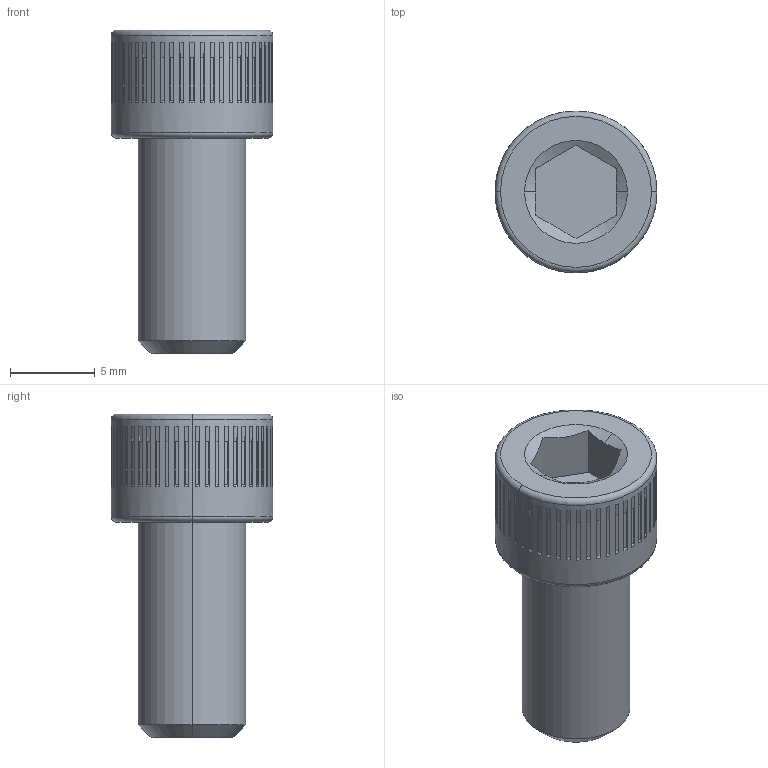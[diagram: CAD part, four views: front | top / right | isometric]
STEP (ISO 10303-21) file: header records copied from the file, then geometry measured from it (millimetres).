
FILE_DESCRIPTION (( 'STEP AP203' ), '1' );
FILE_NAME ('91251A537_NO THREADS_Black-Oxide Alloy Steel Socket Head Screw.STEP', '2023-08-08T19:54:19', ( 'Administrator' ), ( 'Managed by Terraform' ), 'SwSTEP 2.0', 'SolidWorks 2017', '' );
FILE_SCHEMA (( 'CONFIG_CONTROL_DESIGN' ));
Length unit declared in the file: inch
Products named in the file (1): 91251A537_NO THREADS_Black-Oxide Alloy Steel Socket Head Screw
Bounding box: 9.53 x 9.53 x 19.05 mm (x, y, z)
Volume: 781.5 mm3; surface area: 640.3 mm2
Topology: 1 solids, 1 shells, 372 faces, 948 edges, 630 vertices
Faces by surface type: plane 210, cone 104, cylinder 54, torus 4
Entity records: 11415 total; most frequent: DIRECTION 2006, CARTESIAN_POINT 1999, ORIENTED_EDGE 1896, EDGE_CURVE 948, AXIS2_PLACEMENT_3D 693, VERTEX_POINT 630, LINE 620, VECTOR 620
